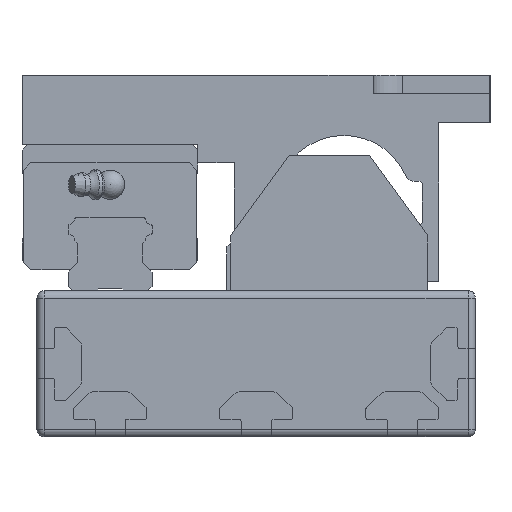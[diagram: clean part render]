
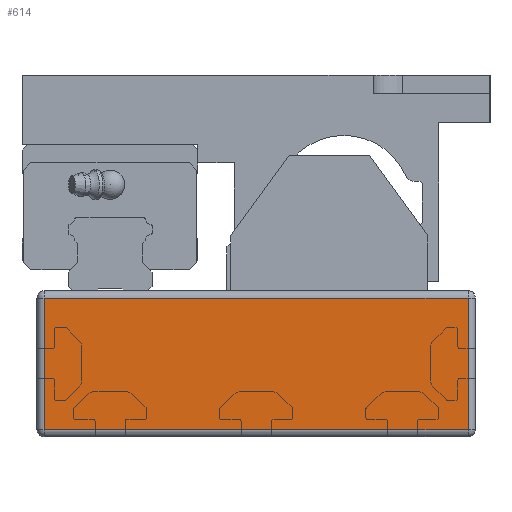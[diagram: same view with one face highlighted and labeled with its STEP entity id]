
A CAD part, left-side view. The second image highlights one B-rep face of the part: STEP entity #614.
In plain terms, the highlighted planar face has unit normal (-1, 0, 0).
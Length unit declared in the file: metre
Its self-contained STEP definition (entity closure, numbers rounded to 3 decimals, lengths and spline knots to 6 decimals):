
#614 = ADVANCED_FACE( '', ( #1547 ), #1548, .T. );
#1547 = FACE_OUTER_BOUND( '', #2888, .T. );
#1548 = PLANE( '', #2889 );
#2888 = EDGE_LOOP( '', ( #4747, #4748, #4749, #4750 ) );
#2889 = AXIS2_PLACEMENT_3D( '', #4751, #4752, #4753 );
#4747 = ORIENTED_EDGE( '', *, *, #8032, .F. );
#4748 = ORIENTED_EDGE( '', *, *, #8033, .F. );
#4749 = ORIENTED_EDGE( '', *, *, #8034, .F. );
#4750 = ORIENTED_EDGE( '', *, *, #8035, .F. );
#4751 = CARTESIAN_POINT( '', ( -0.52, 0.058, 0.038 ) );
#4752 = DIRECTION( '', ( -1., 0., 0. ) );
#4753 = DIRECTION( '', ( 0., 0., 1. ) );
#8032 = EDGE_CURVE( '', #9761, #9762, #9763, .T. );
#8033 = EDGE_CURVE( '', #9764, #9761, #9765, .T. );
#8034 = EDGE_CURVE( '', #9766, #9764, #9767, .T. );
#8035 = EDGE_CURVE( '', #9762, #9766, #9768, .T. );
#9761 = VERTEX_POINT( '', #12156 );
#9762 = VERTEX_POINT( '', #12157 );
#9763 = LINE( '', #12158, #12159 );
#9764 = VERTEX_POINT( '', #12160 );
#9765 = LINE( '', #12161, #12162 );
#9766 = VERTEX_POINT( '', #12163 );
#9767 = LINE( '', #12164, #12165 );
#9768 = LINE( '', #12166, #12167 );
#12156 = CARTESIAN_POINT( '', ( -0.52, 0.058, 0.002 ) );
#12157 = CARTESIAN_POINT( '', ( -0.52, 0.058, 0.038 ) );
#12158 = CARTESIAN_POINT( '', ( -0.52, 0.058, 0.038 ) );
#12159 = VECTOR( '', #14477, 1. );
#12160 = CARTESIAN_POINT( '', ( -0.52, -0.058, 0.002 ) );
#12161 = CARTESIAN_POINT( '', ( -0.52, 0.058, 0.002 ) );
#12162 = VECTOR( '', #14478, 1. );
#12163 = CARTESIAN_POINT( '', ( -0.52, -0.058, 0.038 ) );
#12164 = CARTESIAN_POINT( '', ( -0.52, -0.058, 0.002 ) );
#12165 = VECTOR( '', #14479, 1. );
#12166 = CARTESIAN_POINT( '', ( -0.52, -0.058, 0.038 ) );
#12167 = VECTOR( '', #14480, 1. );
#14477 = DIRECTION( '', ( 0., 0., 1. ) );
#14478 = DIRECTION( '', ( 0., 1., 0. ) );
#14479 = DIRECTION( '', ( 0., 0., -1. ) );
#14480 = DIRECTION( '', ( 0., -1., 0. ) );
